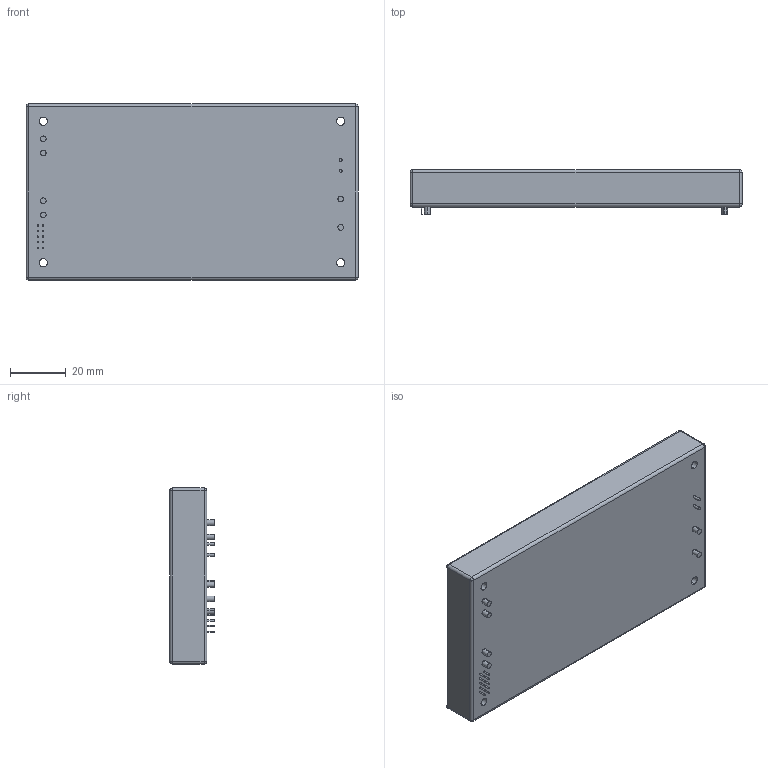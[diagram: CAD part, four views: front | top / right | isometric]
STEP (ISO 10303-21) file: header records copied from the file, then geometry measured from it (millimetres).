
FILE_DESCRIPTION (( 'STEP AP214' ), '1' );
FILE_NAME ('FD1K7G550S40M.STEP', '2025-09-30T10:25:59', ( '' ), ( '' ), 'SwSTEP 2.0', 'SolidWorks 2020', '' );
FILE_SCHEMA (( 'AUTOMOTIVE_DESIGN' ));
Length unit declared in the file: millimetre
Products named in the file (1): FD1K7G550S40M
Bounding box: 119.1 x 15.95 x 63.2 mm (x, y, z)
Volume: 99627.4 mm3; surface area: 20169.5 mm2
Topology: 1 solids, 1 shells, 88 faces, 188 edges, 112 vertices
Faces by surface type: cylinder 56, plane 24, sphere 8
Entity records: 2680 total; most frequent: DIRECTION 470, CARTESIAN_POINT 381, ORIENTED_EDGE 360, AXIS2_PLACEMENT_3D 201, EDGE_CURVE 180, EDGE_LOOP 114, VERTEX_POINT 112, CIRCLE 112
